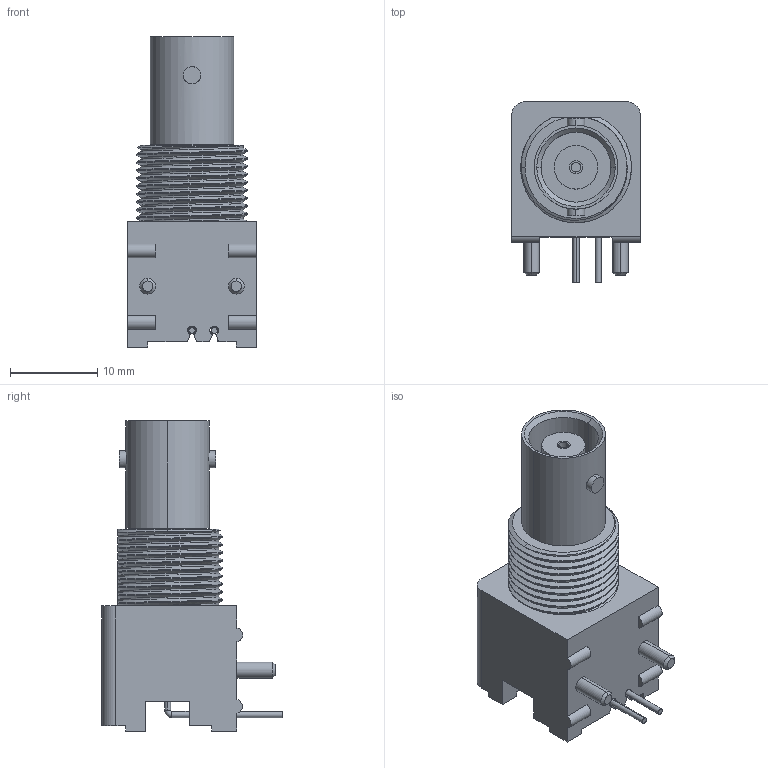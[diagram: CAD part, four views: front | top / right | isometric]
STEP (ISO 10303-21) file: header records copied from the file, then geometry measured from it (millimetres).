
FILE_DESCRIPTION (( 'STEP AP214' ), '1' );
FILE_NAME ('5227161-2.STEP', '2025-06-12T20:02:18', ( '' ), ( '' ), 'SwSTEP 2.0', 'SolidWorks 2021', '' );
FILE_SCHEMA (( 'AUTOMOTIVE_DESIGN' ));
Length unit declared in the file: millimetre
Products named in the file (1): 5227161-2
Bounding box: 14.76 x 20.67 x 35.56 mm (x, y, z)
Volume: 4386.5 mm3; surface area: 3262.1 mm2
Topology: 9 solids, 9 shells, 198 faces, 501 edges, 330 vertices
Faces by surface type: cylinder 84, plane 66, bspline 31, cone 13, torus 4
Entity records: 16941 total; most frequent: CARTESIAN_POINT 12435, ORIENTED_EDGE 1002, DIRECTION 819, EDGE_CURVE 501, VERTEX_POINT 330, AXIS2_PLACEMENT_3D 299, VECTOR 221, LINE 221
